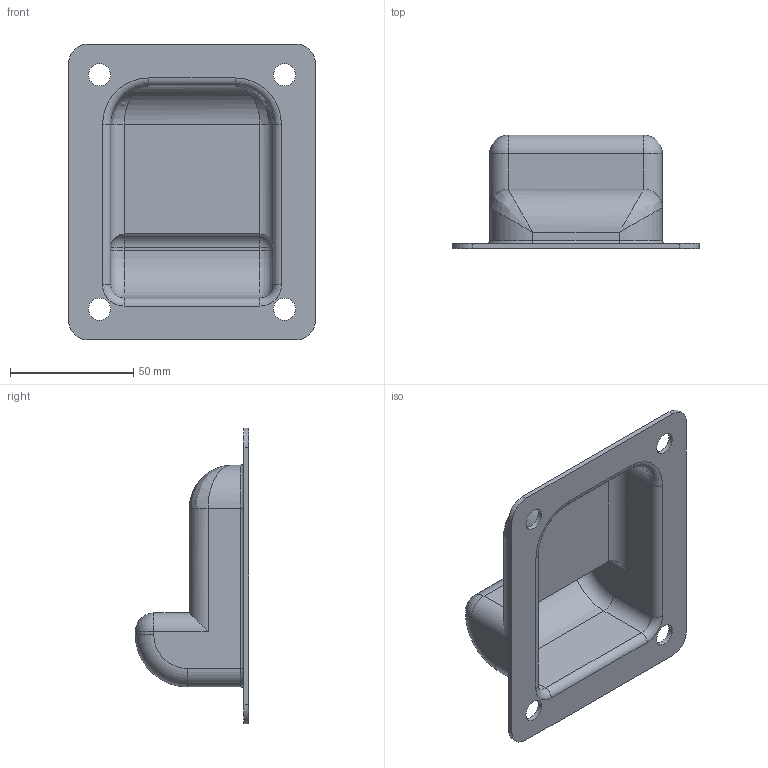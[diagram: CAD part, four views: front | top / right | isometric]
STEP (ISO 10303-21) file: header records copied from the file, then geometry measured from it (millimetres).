
FILE_DESCRIPTION(/* description */ (''),/* implementation_level */ '2;1');
FILE_NAME(/* name */ '43111.ipt.step',/* time_stamp */ '2022-07-18T12:53:18+02:00',/* author */ ('Abt. Technik'),/* organization */ (''),/* preprocessor_version */ 'ST-DEVELOPER v18.1',/* originating_system */ 'Autodesk Inventor 2022',/* authorisation */ '');
FILE_SCHEMA (('AUTOMOTIVE_DESIGN { 1 0 10303 214 3 1 1 }'));
Length unit declared in the file: millimetre
Products named in the file (1): 43111
Bounding box: 100 x 46 x 120 mm (x, y, z)
Volume: 40013.9 mm3; surface area: 41091 mm2
Topology: 1 solids, 1 shells, 82 faces, 186 edges, 104 vertices
Faces by surface type: cylinder 42, plane 20, torus 12, sphere 4, bspline 4
Full cylindrical faces by diameter (mm): 9 x4
Entity records: 2477 total; most frequent: CARTESIAN_POINT 557, DIRECTION 432, ORIENTED_EDGE 364, EDGE_CURVE 182, AXIS2_PLACEMENT_3D 171, VERTEX_POINT 104, EDGE_LOOP 92, LINE 90
